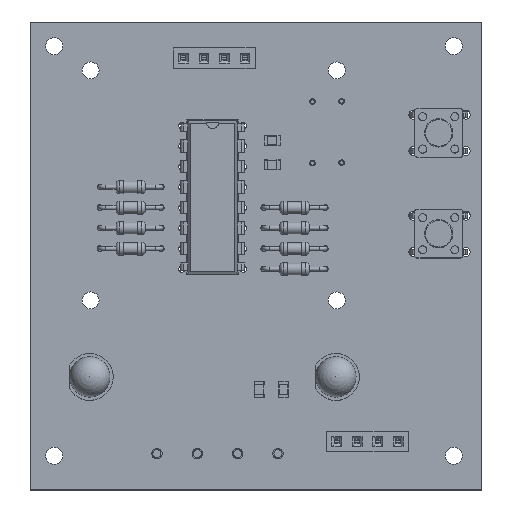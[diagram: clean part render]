
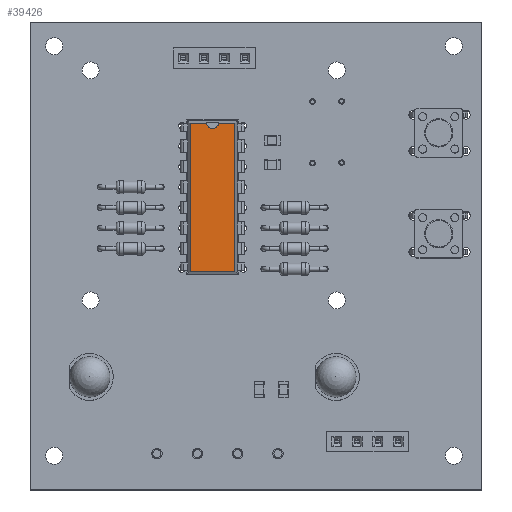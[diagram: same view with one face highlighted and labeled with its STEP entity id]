
A CAD part, top view. The second image highlights one B-rep face of the part: STEP entity #39426.
In plain terms, the highlighted planar face has unit normal (0, 0, 1).
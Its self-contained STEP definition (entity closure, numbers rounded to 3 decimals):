
#23915 = B_SPLINE_SURFACE_WITH_KNOTS('',1,1,(
    (#23916,#23917)
    ,(#23918,#23919
  )),.UNSPECIFIED.,.F.,.F.,.F.,(2,2),(2,2),(0.,19.027),(0.,1.),
  .PIECEWISE_BEZIER_KNOTS.);
#23916 = CARTESIAN_POINT('',(6.91,-18.404,2.157));
#23917 = CARTESIAN_POINT('',(6.586,-18.08,3.68));
#23918 = CARTESIAN_POINT('',(6.91,0.624,2.157));
#23919 = CARTESIAN_POINT('',(6.586,0.3,3.68));
#27420 = B_SPLINE_SURFACE_WITH_KNOTS('',1,1,(
    (#27421,#27422)
    ,(#27423,#27424
    )),.UNSPECIFIED.,.F.,.F.,.F.,(2,2),(2,2),(0.,6.2),(0.,1.),
  .PIECEWISE_BEZIER_KNOTS.);
#27421 = CARTESIAN_POINT('',(6.91,0.624,2.157));
#27422 = CARTESIAN_POINT('',(6.586,0.3,3.68));
#27423 = CARTESIAN_POINT('',(0.71,0.624,2.157));
#27424 = CARTESIAN_POINT('',(1.034,0.3,3.68));
#27501 = B_SPLINE_SURFACE_WITH_KNOTS('',1,1,(
    (#27502,#27503)
    ,(#27504,#27505
  )),.UNSPECIFIED.,.F.,.F.,.F.,(2,2),(2,2),(0.,19.027),(0.,1.),
  .PIECEWISE_BEZIER_KNOTS.);
#27502 = CARTESIAN_POINT('',(0.71,0.624,2.157));
#27503 = CARTESIAN_POINT('',(1.034,0.3,3.68));
#27504 = CARTESIAN_POINT('',(0.71,-18.404,2.157));
#27505 = CARTESIAN_POINT('',(1.034,-18.08,3.68));
#30993 = B_SPLINE_SURFACE_WITH_KNOTS('',1,1,(
    (#30994,#30995)
    ,(#30996,#30997
    )),.UNSPECIFIED.,.F.,.F.,.F.,(2,2),(2,2),(0.,6.2),(0.,1.),
  .PIECEWISE_BEZIER_KNOTS.);
#30994 = CARTESIAN_POINT('',(0.71,-18.404,2.157));
#30995 = CARTESIAN_POINT('',(1.034,-18.08,3.68));
#30996 = CARTESIAN_POINT('',(6.91,-18.404,2.157));
#30997 = CARTESIAN_POINT('',(6.586,-18.08,3.68));
#31187 = VERTEX_POINT('',#31188);
#31188 = CARTESIAN_POINT('',(6.586,0.3,3.68));
#31208 = EDGE_CURVE('',#31209,#31187,#31211,.T.);
#31209 = VERTEX_POINT('',#31210);
#31210 = CARTESIAN_POINT('',(6.586,-18.08,3.68));
#31211 = SURFACE_CURVE('',#31212,(#31216,#31222),.PCURVE_S1.);
#31212 = LINE('',#31213,#31214);
#31213 = CARTESIAN_POINT('',(6.586,-18.08,3.68));
#31214 = VECTOR('',#31215,1.);
#31215 = DIRECTION('',(0.,1.,0.));
#31216 = PCURVE('',#23915,#31217);
#31217 = DEFINITIONAL_REPRESENTATION('',(#31218),#31221);
#31218 = B_SPLINE_CURVE_WITH_KNOTS('',1,(#31219,#31220),.UNSPECIFIED.,
  .F.,.F.,(2,2),(0.,18.38),.PIECEWISE_BEZIER_KNOTS.);
#31219 = CARTESIAN_POINT('',(0.,1.));
#31220 = CARTESIAN_POINT('',(19.027,1.));
#31221 = ( GEOMETRIC_REPRESENTATION_CONTEXT(2) 
PARAMETRIC_REPRESENTATION_CONTEXT() REPRESENTATION_CONTEXT('2D SPACE',''
  ) );
#31222 = PCURVE('',#31223,#31228);
#31223 = PLANE('',#31224);
#31224 = AXIS2_PLACEMENT_3D('',#31225,#31226,#31227);
#31225 = CARTESIAN_POINT('',(6.586,-18.08,3.68));
#31226 = DIRECTION('',(-0.,0.,-1.));
#31227 = DIRECTION('',(-0.289,0.957,0.));
#31228 = DEFINITIONAL_REPRESENTATION('',(#31229),#31233);
#31229 = LINE('',#31230,#31231);
#31230 = CARTESIAN_POINT('',(0.,0.));
#31231 = VECTOR('',#31232,1.);
#31232 = DIRECTION('',(0.957,0.289));
#31233 = ( GEOMETRIC_REPRESENTATION_CONTEXT(2) 
PARAMETRIC_REPRESENTATION_CONTEXT() REPRESENTATION_CONTEXT('2D SPACE',''
  ) );
#34821 = VERTEX_POINT('',#34822);
#34822 = CARTESIAN_POINT('',(1.034,0.3,3.68));
#34842 = EDGE_CURVE('',#34843,#34821,#34845,.T.);
#34843 = VERTEX_POINT('',#34844);
#34844 = CARTESIAN_POINT('',(3.064,0.3,3.68));
#34845 = SURFACE_CURVE('',#34846,(#34850,#34856),.PCURVE_S1.);
#34846 = LINE('',#34847,#34848);
#34847 = CARTESIAN_POINT('',(6.586,0.3,3.68));
#34848 = VECTOR('',#34849,1.);
#34849 = DIRECTION('',(-1.,0.,0.));
#34850 = PCURVE('',#27420,#34851);
#34851 = DEFINITIONAL_REPRESENTATION('',(#34852),#34855);
#34852 = B_SPLINE_CURVE_WITH_KNOTS('',1,(#34853,#34854),.UNSPECIFIED.,
  .F.,.F.,(2,2),(3.523,5.553),
  .PIECEWISE_BEZIER_KNOTS.);
#34853 = CARTESIAN_POINT('',(3.933,1.));
#34854 = CARTESIAN_POINT('',(6.2,1.));
#34855 = ( GEOMETRIC_REPRESENTATION_CONTEXT(2) 
PARAMETRIC_REPRESENTATION_CONTEXT() REPRESENTATION_CONTEXT('2D SPACE',''
  ) );
#34856 = PCURVE('',#31223,#34857);
#34857 = DEFINITIONAL_REPRESENTATION('',(#34858),#34862);
#34858 = LINE('',#34859,#34860);
#34859 = CARTESIAN_POINT('',(17.594,5.315));
#34860 = VECTOR('',#34861,1.);
#34861 = DIRECTION('',(0.289,-0.957));
#34862 = ( GEOMETRIC_REPRESENTATION_CONTEXT(2) 
PARAMETRIC_REPRESENTATION_CONTEXT() REPRESENTATION_CONTEXT('2D SPACE',''
  ) );
#35044 = CYLINDRICAL_SURFACE('',#35045,0.75);
#35045 = AXIS2_PLACEMENT_3D('',#35046,#35047,#35048);
#35046 = CARTESIAN_POINT('',(3.81,0.375,3.68));
#35047 = DIRECTION('',(-0.,0.,-1.));
#35048 = DIRECTION('',(0.,-1.,-0.));
#35346 = VERTEX_POINT('',#35347);
#35347 = CARTESIAN_POINT('',(4.556,0.3,3.68));
#35598 = EDGE_CURVE('',#31187,#35346,#35599,.T.);
#35599 = SURFACE_CURVE('',#35600,(#35604,#35610),.PCURVE_S1.);
#35600 = LINE('',#35601,#35602);
#35601 = CARTESIAN_POINT('',(6.586,0.3,3.68));
#35602 = VECTOR('',#35603,1.);
#35603 = DIRECTION('',(-1.,0.,0.));
#35604 = PCURVE('',#27420,#35605);
#35605 = DEFINITIONAL_REPRESENTATION('',(#35606),#35609);
#35606 = B_SPLINE_CURVE_WITH_KNOTS('',1,(#35607,#35608),.UNSPECIFIED.,
  .F.,.F.,(2,2),(0.,2.03),.PIECEWISE_BEZIER_KNOTS.);
#35607 = CARTESIAN_POINT('',(0.,1.));
#35608 = CARTESIAN_POINT('',(2.267,1.));
#35609 = ( GEOMETRIC_REPRESENTATION_CONTEXT(2) 
PARAMETRIC_REPRESENTATION_CONTEXT() REPRESENTATION_CONTEXT('2D SPACE',''
  ) );
#35610 = PCURVE('',#31223,#35611);
#35611 = DEFINITIONAL_REPRESENTATION('',(#35612),#35616);
#35612 = LINE('',#35613,#35614);
#35613 = CARTESIAN_POINT('',(17.594,5.315));
#35614 = VECTOR('',#35615,1.);
#35615 = DIRECTION('',(0.289,-0.957));
#35616 = ( GEOMETRIC_REPRESENTATION_CONTEXT(2) 
PARAMETRIC_REPRESENTATION_CONTEXT() REPRESENTATION_CONTEXT('2D SPACE',''
  ) );
#35799 = VERTEX_POINT('',#35800);
#35800 = CARTESIAN_POINT('',(1.034,-18.08,3.68));
#35820 = EDGE_CURVE('',#34821,#35799,#35821,.T.);
#35821 = SURFACE_CURVE('',#35822,(#35826,#35832),.PCURVE_S1.);
#35822 = LINE('',#35823,#35824);
#35823 = CARTESIAN_POINT('',(1.034,0.3,3.68));
#35824 = VECTOR('',#35825,1.);
#35825 = DIRECTION('',(0.,-1.,0.));
#35826 = PCURVE('',#27501,#35827);
#35827 = DEFINITIONAL_REPRESENTATION('',(#35828),#35831);
#35828 = B_SPLINE_CURVE_WITH_KNOTS('',1,(#35829,#35830),.UNSPECIFIED.,
  .F.,.F.,(2,2),(0.,18.38),.PIECEWISE_BEZIER_KNOTS.);
#35829 = CARTESIAN_POINT('',(0.,1.));
#35830 = CARTESIAN_POINT('',(19.027,1.));
#35831 = ( GEOMETRIC_REPRESENTATION_CONTEXT(2) 
PARAMETRIC_REPRESENTATION_CONTEXT() REPRESENTATION_CONTEXT('2D SPACE',''
  ) );
#35832 = PCURVE('',#31223,#35833);
#35833 = DEFINITIONAL_REPRESENTATION('',(#35834),#35838);
#35834 = LINE('',#35835,#35836);
#35835 = CARTESIAN_POINT('',(19.2,0.));
#35836 = VECTOR('',#35837,1.);
#35837 = DIRECTION('',(-0.957,-0.289));
#35838 = ( GEOMETRIC_REPRESENTATION_CONTEXT(2) 
PARAMETRIC_REPRESENTATION_CONTEXT() REPRESENTATION_CONTEXT('2D SPACE',''
  ) );
#39406 = EDGE_CURVE('',#35799,#31209,#39407,.T.);
#39407 = SURFACE_CURVE('',#39408,(#39412,#39418),.PCURVE_S1.);
#39408 = LINE('',#39409,#39410);
#39409 = CARTESIAN_POINT('',(1.034,-18.08,3.68));
#39410 = VECTOR('',#39411,1.);
#39411 = DIRECTION('',(1.,0.,0.));
#39412 = PCURVE('',#30993,#39413);
#39413 = DEFINITIONAL_REPRESENTATION('',(#39414),#39417);
#39414 = B_SPLINE_CURVE_WITH_KNOTS('',1,(#39415,#39416),.UNSPECIFIED.,
  .F.,.F.,(2,2),(0.,5.553),.PIECEWISE_BEZIER_KNOTS.);
#39415 = CARTESIAN_POINT('',(0.,1.));
#39416 = CARTESIAN_POINT('',(6.2,1.));
#39417 = ( GEOMETRIC_REPRESENTATION_CONTEXT(2) 
PARAMETRIC_REPRESENTATION_CONTEXT() REPRESENTATION_CONTEXT('2D SPACE',''
  ) );
#39418 = PCURVE('',#31223,#39419);
#39419 = DEFINITIONAL_REPRESENTATION('',(#39420),#39424);
#39420 = LINE('',#39421,#39422);
#39421 = CARTESIAN_POINT('',(1.606,-5.315));
#39422 = VECTOR('',#39423,1.);
#39423 = DIRECTION('',(-0.289,0.957));
#39424 = ( GEOMETRIC_REPRESENTATION_CONTEXT(2) 
PARAMETRIC_REPRESENTATION_CONTEXT() REPRESENTATION_CONTEXT('2D SPACE',''
  ) );
#39426 = ADVANCED_FACE('',(#39427),#31223,.F.);
#39427 = FACE_BOUND('',#39428,.F.);
#39428 = EDGE_LOOP('',(#39429,#39430,#39431,#39432,#39433,#39457,#39479)
  );
#39429 = ORIENTED_EDGE('',*,*,#31208,.F.);
#39430 = ORIENTED_EDGE('',*,*,#39406,.F.);
#39431 = ORIENTED_EDGE('',*,*,#35820,.F.);
#39432 = ORIENTED_EDGE('',*,*,#34842,.F.);
#39433 = ORIENTED_EDGE('',*,*,#39434,.F.);
#39434 = EDGE_CURVE('',#39435,#34843,#39437,.T.);
#39435 = VERTEX_POINT('',#39436);
#39436 = CARTESIAN_POINT('',(3.81,-0.375,3.68));
#39437 = SURFACE_CURVE('',#39438,(#39443,#39450),.PCURVE_S1.);
#39438 = CIRCLE('',#39439,0.75);
#39439 = AXIS2_PLACEMENT_3D('',#39440,#39441,#39442);
#39440 = CARTESIAN_POINT('',(3.81,0.375,3.68));
#39441 = DIRECTION('',(0.,-0.,-1.));
#39442 = DIRECTION('',(0.,-1.,0.));
#39443 = PCURVE('',#31223,#39444);
#39444 = DEFINITIONAL_REPRESENTATION('',(#39445),#39449);
#39445 = CIRCLE('',#39446,0.75);
#39446 = AXIS2_PLACEMENT_2D('',#39447,#39448);
#39447 = CARTESIAN_POINT('',(18.469,2.679));
#39448 = DIRECTION('',(-0.957,-0.289));
#39449 = ( GEOMETRIC_REPRESENTATION_CONTEXT(2) 
PARAMETRIC_REPRESENTATION_CONTEXT() REPRESENTATION_CONTEXT('2D SPACE',''
  ) );
#39450 = PCURVE('',#35044,#39451);
#39451 = DEFINITIONAL_REPRESENTATION('',(#39452),#39456);
#39452 = LINE('',#39453,#39454);
#39453 = CARTESIAN_POINT('',(0.,0.));
#39454 = VECTOR('',#39455,1.);
#39455 = DIRECTION('',(1.,0.));
#39456 = ( GEOMETRIC_REPRESENTATION_CONTEXT(2) 
PARAMETRIC_REPRESENTATION_CONTEXT() REPRESENTATION_CONTEXT('2D SPACE',''
  ) );
#39457 = ORIENTED_EDGE('',*,*,#39458,.F.);
#39458 = EDGE_CURVE('',#35346,#39435,#39459,.T.);
#39459 = SURFACE_CURVE('',#39460,(#39465,#39472),.PCURVE_S1.);
#39460 = CIRCLE('',#39461,0.75);
#39461 = AXIS2_PLACEMENT_3D('',#39462,#39463,#39464);
#39462 = CARTESIAN_POINT('',(3.81,0.375,3.68));
#39463 = DIRECTION('',(0.,-0.,-1.));
#39464 = DIRECTION('',(0.,-1.,0.));
#39465 = PCURVE('',#31223,#39466);
#39466 = DEFINITIONAL_REPRESENTATION('',(#39467),#39471);
#39467 = CIRCLE('',#39468,0.75);
#39468 = AXIS2_PLACEMENT_2D('',#39469,#39470);
#39469 = CARTESIAN_POINT('',(18.469,2.679));
#39470 = DIRECTION('',(-0.957,-0.289));
#39471 = ( GEOMETRIC_REPRESENTATION_CONTEXT(2) 
PARAMETRIC_REPRESENTATION_CONTEXT() REPRESENTATION_CONTEXT('2D SPACE',''
  ) );
#39472 = PCURVE('',#35044,#39473);
#39473 = DEFINITIONAL_REPRESENTATION('',(#39474),#39478);
#39474 = LINE('',#39475,#39476);
#39475 = CARTESIAN_POINT('',(-6.283,0.));
#39476 = VECTOR('',#39477,1.);
#39477 = DIRECTION('',(1.,0.));
#39478 = ( GEOMETRIC_REPRESENTATION_CONTEXT(2) 
PARAMETRIC_REPRESENTATION_CONTEXT() REPRESENTATION_CONTEXT('2D SPACE',''
  ) );
#39479 = ORIENTED_EDGE('',*,*,#35598,.F.);
